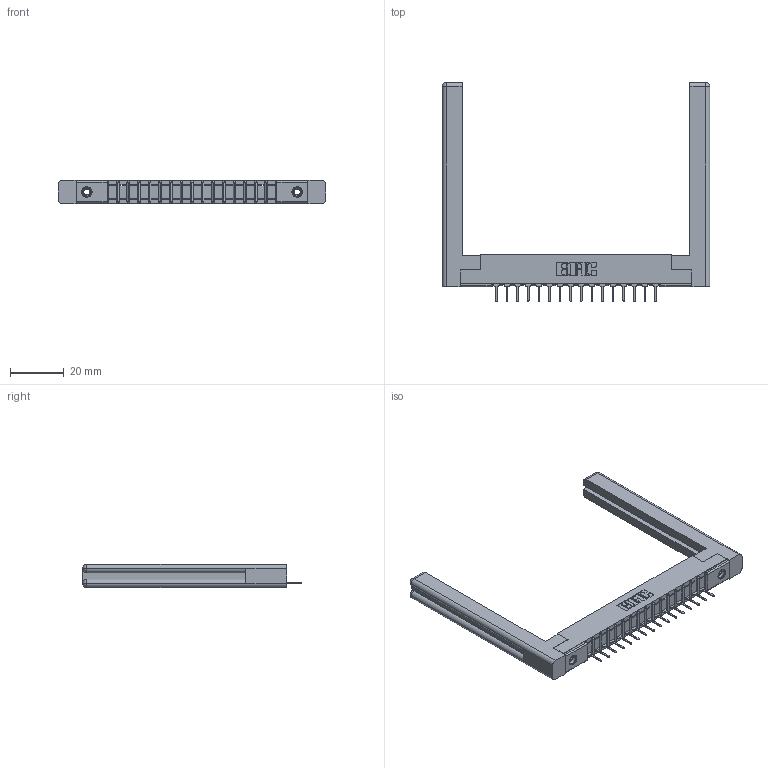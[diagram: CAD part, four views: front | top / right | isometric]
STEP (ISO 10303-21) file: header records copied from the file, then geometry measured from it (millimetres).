
FILE_DESCRIPTION (( 'STEP AP203' ), '1' );
FILE_NAME ('307-016-531-158.STEP', '2019-09-03T17:11:34', ( '' ), ( '' ), 'SwSTEP 2.0', 'SolidWorks 2016', '' );
FILE_SCHEMA (( 'CONFIG_CONTROL_DESIGN' ));
Length unit declared in the file: inch
Products named in the file (5): 307-220-058; 345-250-001_345-250-001-102; 307 Part_.156 Dia Mounting Holes; 307-016-531-158; 307-290-001_531
Assembly tree (21 placements, depth 2):
  307-016-531-158
    307 Part_.156 Dia Mounting Holes
    307-290-001_531  x16
    307-220-058  x2
    345-250-001_345-250-001-102  x2
Bounding box: 100.03 x 81.74 x 8.71 mm (x, y, z)
Volume: 14018.4 mm3; surface area: 14714.2 mm2
Topology: 21 solids, 21 shells, 1173 faces, 3269 edges, 2098 vertices
Faces by surface type: plane 746, cylinder 369, sphere 34, torus 12, cone 12
Entity records: 19523 total; most frequent: CARTESIAN_POINT 3287, ORIENTED_EDGE 3212, DIRECTION 3172, EDGE_CURVE 1606, LINE 1218, VECTOR 1218, VERTEX_POINT 1038, AXIS2_PLACEMENT_3D 977
